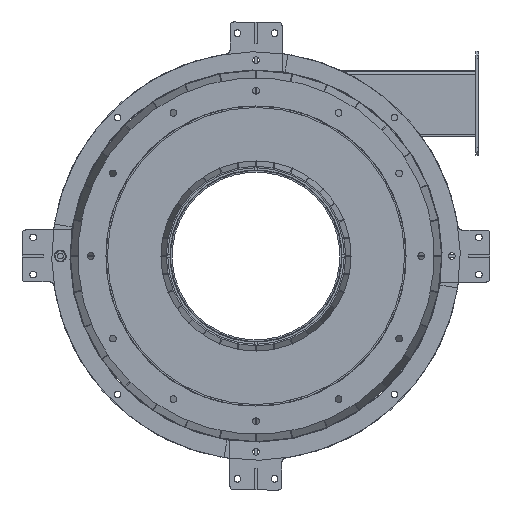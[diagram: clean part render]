
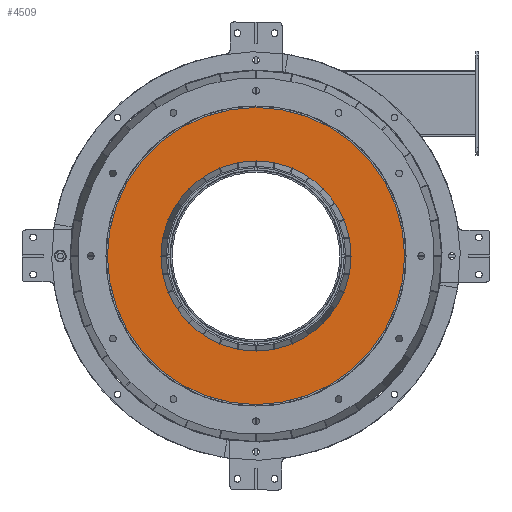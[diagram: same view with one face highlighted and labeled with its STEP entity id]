
A CAD part, front view. The second image highlights one B-rep face of the part: STEP entity #4509.
In plain terms, the highlighted planar face has unit normal (0, -1, 0).
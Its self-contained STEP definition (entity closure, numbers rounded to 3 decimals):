
#165 = DIRECTION ( 'NONE',  ( 0., 0., 1. ) ) ;
#194 = CARTESIAN_POINT ( 'NONE',  ( 0., 0., -128. ) ) ;
#530 = DIRECTION ( 'NONE',  ( 0., 1., 0. ) ) ;
#801 = VERTEX_POINT ( 'NONE', #1353 ) ;
#1062 = DIRECTION ( 'NONE',  ( 0., 1., 0. ) ) ;
#1353 = CARTESIAN_POINT ( 'NONE',  ( 0., 0., 128. ) ) ;
#1686 = EDGE_CURVE ( 'NONE', #11399, #2537, #3804, .T. ) ;
#2334 = DIRECTION ( 'NONE',  ( 0., 1., 0. ) ) ;
#2537 = VERTEX_POINT ( 'NONE', #5469 ) ;
#2644 = EDGE_LOOP ( 'NONE', ( #8289, #2860 ) ) ;
#2860 = ORIENTED_EDGE ( 'NONE', *, *, #1686, .F. ) ;
#3079 = CARTESIAN_POINT ( 'NONE',  ( 0., 0., 0. ) ) ;
#3126 = EDGE_CURVE ( 'NONE', #6338, #801, #6433, .T. ) ;
#3287 = FACE_BOUND ( 'NONE', #11103, .T. ) ;
#3804 = CIRCLE ( 'NONE', #10016, 200. ) ;
#4215 = FACE_OUTER_BOUND ( 'NONE', #2644, .T. ) ;
#4509 = ADVANCED_FACE ( 'NONE', ( #4215, #3287 ), #7109, .F. ) ;
#5469 = CARTESIAN_POINT ( 'NONE',  ( 0., 0., -200. ) ) ;
#5513 = AXIS2_PLACEMENT_3D ( 'NONE', #9565, #6617, #165 ) ;
#5883 = DIRECTION ( 'NONE',  ( 0., 1., 0. ) ) ;
#6338 = VERTEX_POINT ( 'NONE', #194 ) ;
#6433 = CIRCLE ( 'NONE', #11080, 128. ) ;
#6617 = DIRECTION ( 'NONE',  ( 0., 1., 0. ) ) ;
#6721 = CIRCLE ( 'NONE', #5513, 200. ) ;
#6921 = EDGE_CURVE ( 'NONE', #801, #6338, #10756, .T. ) ;
#7109 = PLANE ( 'NONE',  #10033 ) ;
#8023 = CARTESIAN_POINT ( 'NONE',  ( 0., 0., 200. ) ) ;
#8166 = DIRECTION ( 'NONE',  ( 0., 0., 1. ) ) ;
#8289 = ORIENTED_EDGE ( 'NONE', *, *, #10330, .F. ) ;
#8723 = DIRECTION ( 'NONE',  ( 0., 0., 1. ) ) ;
#8751 = AXIS2_PLACEMENT_3D ( 'NONE', #3079, #5883, #8723 ) ;
#9565 = CARTESIAN_POINT ( 'NONE',  ( 0., 0., 0. ) ) ;
#9709 = CARTESIAN_POINT ( 'NONE',  ( 0., 0., 0. ) ) ;
#9997 = DIRECTION ( 'NONE',  ( 0., 0., 1. ) ) ;
#10016 = AXIS2_PLACEMENT_3D ( 'NONE', #9709, #1062, #10549 ) ;
#10033 = AXIS2_PLACEMENT_3D ( 'NONE', #10967, #2334, #9997 ) ;
#10128 = CARTESIAN_POINT ( 'NONE',  ( 0., 0., 0. ) ) ;
#10330 = EDGE_CURVE ( 'NONE', #2537, #11399, #6721, .T. ) ;
#10549 = DIRECTION ( 'NONE',  ( 0., 0., 1. ) ) ;
#10756 = CIRCLE ( 'NONE', #8751, 128. ) ;
#10967 = CARTESIAN_POINT ( 'NONE',  ( 0., 0., 0. ) ) ;
#11080 = AXIS2_PLACEMENT_3D ( 'NONE', #10128, #530, #8166 ) ;
#11103 = EDGE_LOOP ( 'NONE', ( #12242, #12057 ) ) ;
#11399 = VERTEX_POINT ( 'NONE', #8023 ) ;
#12057 = ORIENTED_EDGE ( 'NONE', *, *, #6921, .T. ) ;
#12242 = ORIENTED_EDGE ( 'NONE', *, *, #3126, .T. ) ;
